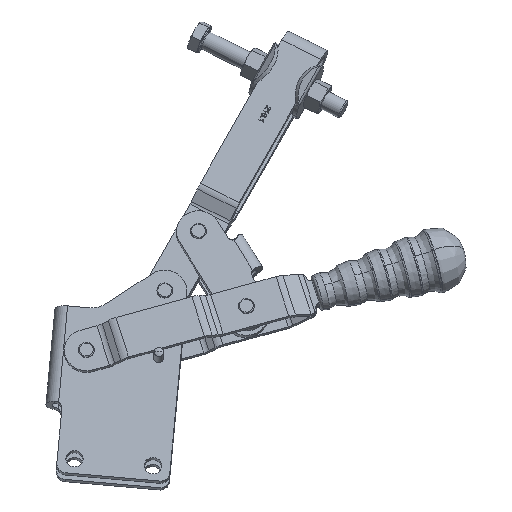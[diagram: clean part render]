
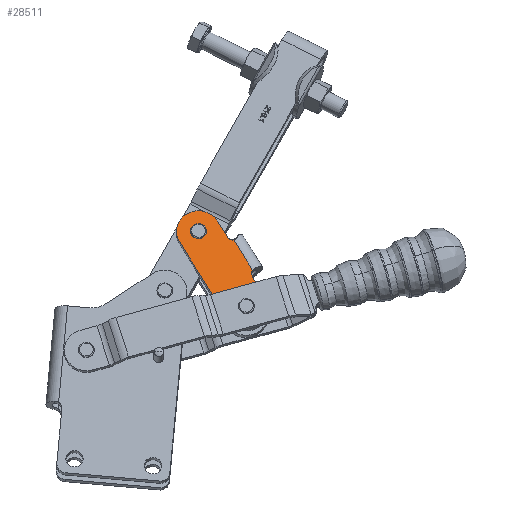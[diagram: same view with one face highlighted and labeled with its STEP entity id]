
A CAD part, front view. The second image highlights one B-rep face of the part: STEP entity #28511.
In plain terms, the highlighted planar face has unit normal (0.016, -0.935, 0.354).
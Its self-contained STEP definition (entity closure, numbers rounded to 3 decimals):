
#4360=CARTESIAN_POINT('',(20.081,46.688,126.803));
#4361=VERTEX_POINT('',#4360);
#4378=CARTESIAN_POINT('',(14.099,43.759,119.344));
#4379=VERTEX_POINT('',#4378);
#4386=CARTESIAN_POINT('',(17.09,45.223,123.074));
#4387=DIRECTION('',(-0.016,0.935,-0.355));
#4388=DIRECTION('',(0.598,0.293,0.746));
#4389=AXIS2_PLACEMENT_3D('',#4386,#4387,#4388);
#4390=CIRCLE('',#4389,5.);
#4391=EDGE_CURVE('',#4361,#4379,#4390,.T.);
#27470=CARTESIAN_POINT('',(53.915,33.279,89.937));
#27471=VERTEX_POINT('',#27470);
#27776=CARTESIAN_POINT('',(26.311,29.943,82.366));
#27777=VERTEX_POINT('',#27776);
#27778=CARTESIAN_POINT('',(26.311,29.943,82.366));
#27779=DIRECTION('',(0.958,0.116,0.263));
#27780=VECTOR('',#27779,28.817);
#27781=LINE('',#27778,#27780);
#27782=EDGE_CURVE('',#27777,#27471,#27781,.T.);
#28352=CARTESIAN_POINT('',(29.171,47.908,129.618));
#28353=VERTEX_POINT('',#28352);
#28360=CARTESIAN_POINT('',(35.787,43.997,119.009));
#28361=VERTEX_POINT('',#28360);
#28362=CARTESIAN_POINT('',(35.787,43.997,119.009));
#28363=DIRECTION('',(-0.505,0.299,0.81));
#28364=VECTOR('',#28363,13.1);
#28365=LINE('',#28362,#28364);
#28366=EDGE_CURVE('',#28361,#28353,#28365,.T.);
#28410=CARTESIAN_POINT('',(51.442,34.741,93.904));
#28411=VERTEX_POINT('',#28410);
#28418=CARTESIAN_POINT('',(53.915,33.279,89.937));
#28419=DIRECTION('',(-0.505,0.299,0.81));
#28420=VECTOR('',#28419,4.898);
#28421=LINE('',#28418,#28420);
#28422=EDGE_CURVE('',#27471,#28411,#28421,.T.);
#28440=CARTESIAN_POINT('',(51.385,36.496,98.534));
#28441=VERTEX_POINT('',#28440);
#28448=CARTESIAN_POINT('',(55.757,35.7,96.241));
#28449=DIRECTION('',(-0.016,0.935,-0.355));
#28450=DIRECTION('',(0.863,0.192,0.467));
#28451=AXIS2_PLACEMENT_3D('',#28448,#28449,#28450);
#28452=CIRCLE('',#28451,5.);
#28453=EDGE_CURVE('',#28411,#28441,#28452,.T.);
#28460=CARTESIAN_POINT('',(54.245,41.156,110.698));
#28461=DIRECTION('',(-0.016,0.935,-0.355));
#28462=DIRECTION('',(0.863,0.192,0.467));
#28463=AXIS2_PLACEMENT_3D('',#28460,#28461,#28462);
#28464=PLANE('',#28463);
#28465=ORIENTED_EDGE('',*,*,#27782,.T.);
#28466=ORIENTED_EDGE('',*,*,#28422,.T.);
#28467=ORIENTED_EDGE('',*,*,#28453,.T.);
#28468=CARTESIAN_POINT('',(39.393,43.587,117.766));
#28469=VERTEX_POINT('',#28468);
#28470=CARTESIAN_POINT('',(51.385,36.496,98.534));
#28471=DIRECTION('',(-0.505,0.299,0.81));
#28472=VECTOR('',#28471,23.748);
#28473=LINE('',#28470,#28472);
#28474=EDGE_CURVE('',#28441,#28469,#28473,.T.);
#28475=ORIENTED_EDGE('',*,*,#28474,.T.);
#28476=CARTESIAN_POINT('',(38.376,44.572,120.411));
#28477=DIRECTION('',(-0.016,0.935,-0.355));
#28478=DIRECTION('',(-0.982,-0.081,-0.171));
#28479=AXIS2_PLACEMENT_3D('',#28476,#28477,#28478);
#28480=CIRCLE('',#28479,3.);
#28481=EDGE_CURVE('',#28469,#28361,#28480,.T.);
#28482=ORIENTED_EDGE('',*,*,#28481,.T.);
#28483=ORIENTED_EDGE('',*,*,#28366,.T.);
#28484=CARTESIAN_POINT('',(5.008,42.539,116.53));
#28485=VERTEX_POINT('',#28484);
#28486=CARTESIAN_POINT('',(17.09,45.223,123.074));
#28487=DIRECTION('',(0.016,-0.935,0.355));
#28488=DIRECTION('',(-0.863,-0.192,-0.467));
#28489=AXIS2_PLACEMENT_3D('',#28486,#28487,#28488);
#28490=CIRCLE('',#28489,14.0);
#28491=EDGE_CURVE('',#28353,#28485,#28490,.T.);
#28492=ORIENTED_EDGE('',*,*,#28491,.T.);
#28493=CARTESIAN_POINT('',(26.311,29.943,82.366));
#28494=DIRECTION('',(-0.505,0.299,0.81));
#28495=VECTOR('',#28494,42.185);
#28496=LINE('',#28493,#28495);
#28497=EDGE_CURVE('',#27777,#28485,#28496,.T.);
#28498=ORIENTED_EDGE('',*,*,#28497,.F.);
#28499=EDGE_LOOP('',(#28465,#28466,#28467,#28475,#28482,#28483,#28492,#28498));
#28500=FACE_OUTER_BOUND('',#28499,.T.);
#28501=ORIENTED_EDGE('',*,*,#4391,.T.);
#28502=CARTESIAN_POINT('',(17.09,45.223,123.074));
#28503=DIRECTION('',(-0.016,0.935,-0.355));
#28504=DIRECTION('',(0.598,0.293,0.746));
#28505=AXIS2_PLACEMENT_3D('',#28502,#28503,#28504);
#28506=CIRCLE('',#28505,5.);
#28507=EDGE_CURVE('',#4379,#4361,#28506,.T.);
#28508=ORIENTED_EDGE('',*,*,#28507,.T.);
#28509=EDGE_LOOP('',(#28501,#28508));
#28510=FACE_BOUND('',#28509,.T.);
#28511=ADVANCED_FACE('',(#28500,#28510),#28464,.F.);
